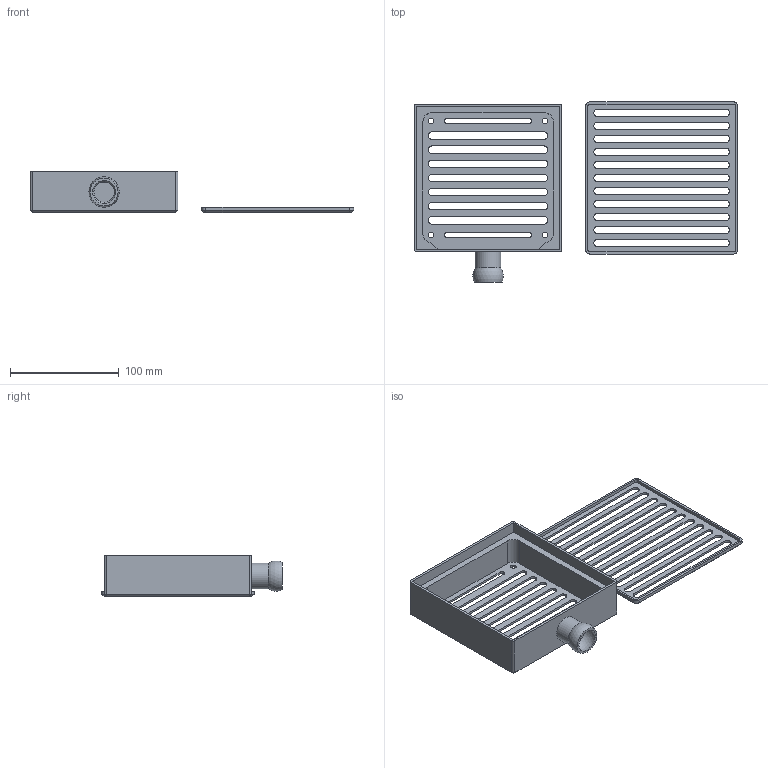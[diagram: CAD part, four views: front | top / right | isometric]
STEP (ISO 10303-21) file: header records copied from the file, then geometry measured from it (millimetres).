
FILE_DESCRIPTION(/* description */ ('STEP AP242','CAx-IF Rec.Pracs.---Representation and Presentation of Product Manufacturing Information (PMI)---4.0---2014-10-13','CAx-IF Rec.Pracs.---3D Tessellated Geometry---0.4---2014-09-14','2;1'),/* implementation_level */ '2;1');
FILE_NAME(/* name */ '684e4056c5e526361d665ec8',/* time_stamp */ '2025-06-15T03:39:03Z',/* author */ (''),/* organization */ (''),/* preprocessor_version */ 'ST-DEVELOPER v20',/* originating_system */ 'ONSHAPE BY PTC INC, 1.199',/* authorisation */ ' ');
FILE_SCHEMA (('AP242_MANAGED_MODEL_BASED_3D_ENGINEERING_MIM_LF { 1 0 10303 442 1 1 4 }'));
Length unit declared in the file: metre
Products named in the file (2): Lid; Case
Bounding box: 298.1 x 166.1 x 38 mm (x, y, z)
Volume: 152006.5 mm3; surface area: 99429.1 mm2
Topology: 2 solids, 2 shells, 149 faces, 409 edges, 263 vertices
Faces by surface type: plane 77, cylinder 62, cone 8, sphere 2
Full cylindrical faces by diameter (mm): 5 x4, 18.735 x1, 23.643 x1
Entity records: 4800 total; most frequent: DIRECTION 828, CARTESIAN_POINT 809, ORIENTED_EDGE 792, EDGE_CURVE 396, AXIS2_PLACEMENT_3D 281, LINE 266, VECTOR 266, VERTEX_POINT 262
